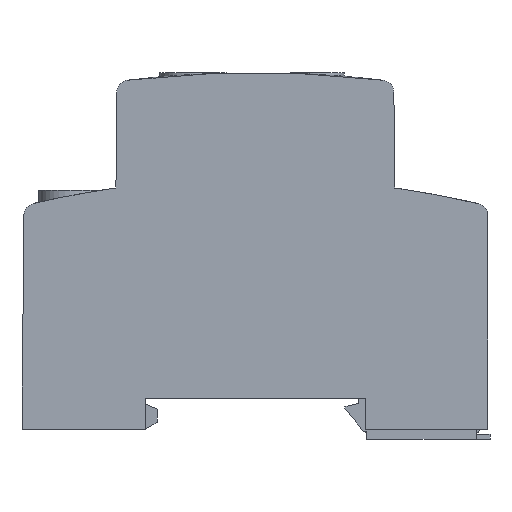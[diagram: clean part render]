
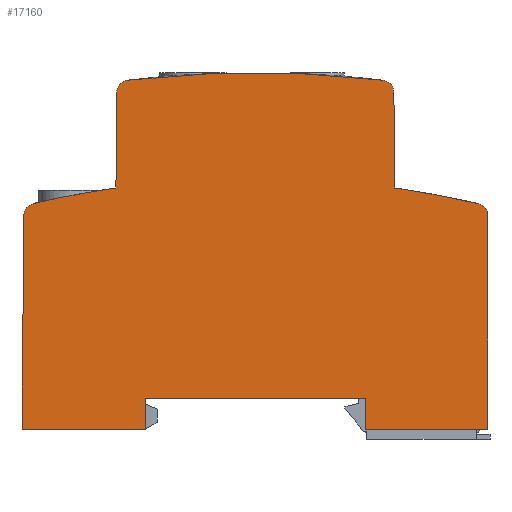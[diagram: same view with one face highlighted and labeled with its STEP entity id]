
A CAD part, left-side view. The second image highlights one B-rep face of the part: STEP entity #17160.
In plain terms, the highlighted face is planar.
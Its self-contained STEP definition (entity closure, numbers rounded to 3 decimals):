
#8330=CARTESIAN_POINT('',(106.975,16.056,-20.25));
#8340=VERTEX_POINT('',#8330);
#8390=CARTESIAN_POINT('',(45.021,16.056,-20.25));
#8400=DIRECTION('',(1.,0.,0.));
#8410=VECTOR('',#8400,1.);
#8420=LINE('',#8390,#8410);
#8430=CARTESIAN_POINT('',(87.091,16.056,-20.25));
#8440=VERTEX_POINT('',#8430);
#8450=EDGE_CURVE('',#8440,#8340,#8420,.T.);
#14470=CARTESIAN_POINT('',(46.992,70.373,-20.25));
#14480=VERTEX_POINT('',#14470);
#14650=CARTESIAN_POINT('',(46.858,54.948,-20.25));
#14660=VERTEX_POINT('',#14650);
#14690=CARTESIAN_POINT('',(46.861,55.264,-20.25));
#14700=DIRECTION('',(-0.009,-1.,
0.));
#14710=VECTOR('',#14700,1.);
#14720=LINE('',#14690,#14710);
#14730=EDGE_CURVE('',#14480,#14660,#14720,.T.);
#15920=CARTESIAN_POINT('',(69.341,23.506,-20.25));
#15930=DIRECTION('',(0.,0.,-1.));
#15940=DIRECTION('',(-1.,0.,0.));
#15950=AXIS2_PLACEMENT_3D('',#15920,#15930,#15940);
#15960=PLANE('',#15950);
#15970=CARTESIAN_POINT('',(69.341,-101.444,-20.25));
#15980=DIRECTION('',(0.,0.,-1.));
#15990=DIRECTION('',(-1.,0.,0.));
#16000=AXIS2_PLACEMENT_3D('',#15970,#15980,#15990);
#16010=CIRCLE('',#16000,158.);
#16020=CARTESIAN_POINT('',(33.386,52.411,
-20.25));
#16030=VERTEX_POINT('',#16020);
#16040=EDGE_CURVE('',#16030,#14660,#16010,.T.);
#16050=ORIENTED_EDGE('',*,*,#16040,.T.);
#16060=CARTESIAN_POINT('',(33.841,50.463,
-20.25));
#16070=DIRECTION('',(0.,0.,-1.));
#16080=DIRECTION('',(-1.,0.,0.));
#16090=AXIS2_PLACEMENT_3D('',#16060,#16070,#16080);
#16100=CIRCLE('',#16090,2.);
#16110=CARTESIAN_POINT('',(31.841,50.463,
-20.25));
#16120=VERTEX_POINT('',#16110);
#16130=EDGE_CURVE('',#16120,#16030,#16100,.T.);
#16140=ORIENTED_EDGE('',*,*,#16130,.T.);
#16150=CARTESIAN_POINT('',(31.841,55.264,
-20.25));
#16160=DIRECTION('',(0.,1.,0.));
#16170=VECTOR('',#16160,1.);
#16180=LINE('',#16150,#16170);
#16190=CARTESIAN_POINT('',(31.841,16.056,
-20.25));
#16200=VERTEX_POINT('',#16190);
#16210=EDGE_CURVE('',#16200,#16120,#16180,.T.);
#16220=ORIENTED_EDGE('',*,*,#16210,.T.);
#16230=CARTESIAN_POINT('',(45.021,16.056,-20.25));
#16240=DIRECTION('',(1.,0.,0.));
#16250=VECTOR('',#16240,1.);
#16260=LINE('',#16230,#16250);
#16270=CARTESIAN_POINT('',(51.591,16.056,-20.25));
#16280=VERTEX_POINT('',#16270);
#16290=EDGE_CURVE('',#16200,#16280,#16260,.T.);
#16300=ORIENTED_EDGE('',*,*,#16290,.F.);
#16310=CARTESIAN_POINT('',(51.591,55.264,-20.25));
#16320=DIRECTION('',(0.,-1.,0.));
#16330=VECTOR('',#16320,1.);
#16340=LINE('',#16310,#16330);
#16350=CARTESIAN_POINT('',(51.591,21.056,-20.25));
#16360=VERTEX_POINT('',#16350);
#16370=EDGE_CURVE('',#16360,#16280,#16340,.T.);
#16380=ORIENTED_EDGE('',*,*,#16370,.T.);
#16390=CARTESIAN_POINT('',(45.021,21.056,-20.25));
#16400=DIRECTION('',(1.,0.,0.));
#16410=VECTOR('',#16400,1.);
#16420=LINE('',#16390,#16410);
#16430=CARTESIAN_POINT('',(87.091,21.056,-20.25));
#16440=VERTEX_POINT('',#16430);
#16450=EDGE_CURVE('',#16360,#16440,#16420,.T.);
#16460=ORIENTED_EDGE('',*,*,#16450,.F.);
#16470=CARTESIAN_POINT('',(87.091,55.264,-20.25));
#16480=DIRECTION('',(0.,-1.,0.));
#16490=VECTOR('',#16480,1.);
#16500=LINE('',#16470,#16490);
#16510=EDGE_CURVE('',#16440,#8440,#16500,.T.);
#16520=ORIENTED_EDGE('',*,*,#16510,.F.);
#16530=ORIENTED_EDGE('',*,*,#8450,.F.);
#16540=CARTESIAN_POINT('',(106.633,55.264,-20.25));
#16550=DIRECTION('',(0.009,-1.,
0.));
#16560=VECTOR('',#16550,1.);
#16570=LINE('',#16540,#16560);
#16580=CARTESIAN_POINT('',(106.674,50.52,-20.25));
#16590=VERTEX_POINT('',#16580);
#16600=EDGE_CURVE('',#16590,#8340,#16570,.T.);
#16610=ORIENTED_EDGE('',*,*,#16600,.T.);
#16620=CARTESIAN_POINT('',(104.674,50.502,-20.25));
#16630=DIRECTION('',(0.,0.,-1.));
#16640=DIRECTION('',(-1.,0.,0.));
#16650=AXIS2_PLACEMENT_3D('',#16620,#16630,#16640);
#16660=CIRCLE('',#16650,2.);
#16670=CARTESIAN_POINT('',(105.127,52.45,-20.25));
#16680=VERTEX_POINT('',#16670);
#16690=EDGE_CURVE('',#16680,#16590,#16660,.T.);
#16700=ORIENTED_EDGE('',*,*,#16690,.T.);
#16710=CARTESIAN_POINT('',(69.341,-101.444,-20.25));
#16720=DIRECTION('',(0.,0.,-1.));
#16730=DIRECTION('',(-1.,0.,0.));
#16740=AXIS2_PLACEMENT_3D('',#16710,#16720,#16730);
#16750=CIRCLE('',#16740,158.);
#16760=CARTESIAN_POINT('',(91.825,54.948,-20.25));
#16770=VERTEX_POINT('',#16760);
#16780=EDGE_CURVE('',#16770,#16680,#16750,.T.);
#16790=ORIENTED_EDGE('',*,*,#16780,.T.);
#16800=CARTESIAN_POINT('',(91.822,55.264,-20.25));
#16810=DIRECTION('',(-0.009,1.,
0.));
#16820=VECTOR('',#16810,1.);
#16830=LINE('',#16800,#16820);
#16840=CARTESIAN_POINT('',(91.69,70.373,-20.25));
#16850=VERTEX_POINT('',#16840);
#16860=EDGE_CURVE('',#16770,#16850,#16830,.T.);
#16870=ORIENTED_EDGE('',*,*,#16860,.F.);
#16880=CARTESIAN_POINT('',(89.69,70.355,-20.25));
#16890=DIRECTION('',(0.,0.,1.));
#16900=DIRECTION('',(1.,0.,0.));
#16910=AXIS2_PLACEMENT_3D('',#16880,#16890,#16900);
#16920=CIRCLE('',#16910,2.);
#16930=CARTESIAN_POINT('',(89.926,72.341,-20.25));
#16940=VERTEX_POINT('',#16930);
#16950=EDGE_CURVE('',#16850,#16940,#16920,.T.);
#16960=ORIENTED_EDGE('',*,*,#16950,.F.);
#16970=CARTESIAN_POINT('',(69.341,-101.444,-20.25));
#16980=DIRECTION('',(0.,0.,-1.));
#16990=DIRECTION('',(-1.,0.,0.));
#17000=AXIS2_PLACEMENT_3D('',#16970,#16980,#16990);
#17010=CIRCLE('',#17000,175.);
#17020=CARTESIAN_POINT('',(48.757,72.341,-20.25));
#17030=VERTEX_POINT('',#17020);
#17040=EDGE_CURVE('',#17030,#16940,#17010,.T.);
#17050=ORIENTED_EDGE('',*,*,#17040,.T.);
#17060=CARTESIAN_POINT('',(48.992,70.355,-20.25));
#17070=DIRECTION('',(0.,0.,1.));
#17080=DIRECTION('',(1.,0.,0.));
#17090=AXIS2_PLACEMENT_3D('',#17060,#17070,#17080);
#17100=CIRCLE('',#17090,2.);
#17110=EDGE_CURVE('',#17030,#14480,#17100,.T.);
#17120=ORIENTED_EDGE('',*,*,#17110,.F.);
#17130=ORIENTED_EDGE('',*,*,#14730,.F.);
#17140=EDGE_LOOP('',(#17130,#17120,#17050,#16960,#16870,#16790,#16700,
#16610,#16530,#16520,#16460,#16380,#16300,#16220,#16140,#16050));
#17150=FACE_OUTER_BOUND('',#17140,.T.);
#17160=ADVANCED_FACE('',(#17150),#15960,.T.);
